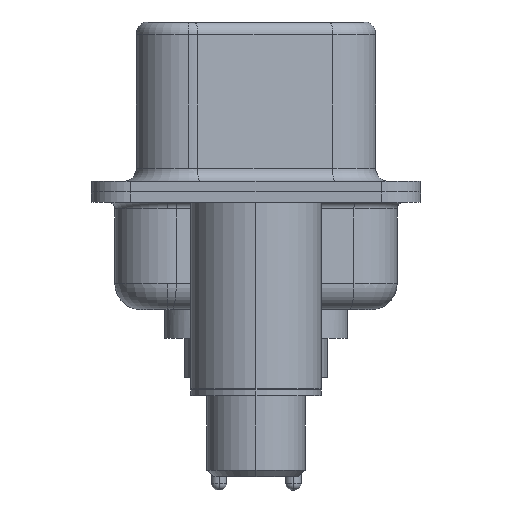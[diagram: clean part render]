
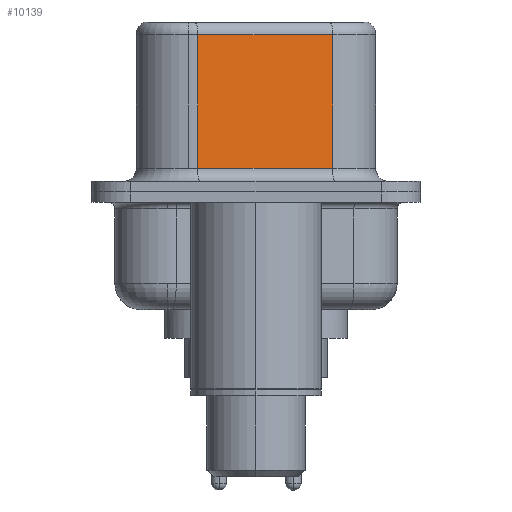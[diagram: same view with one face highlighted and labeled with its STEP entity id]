
A CAD part, left-side view. The second image highlights one B-rep face of the part: STEP entity #10139.
In plain terms, the highlighted planar face has unit normal (-0.985, -0.174, 0).
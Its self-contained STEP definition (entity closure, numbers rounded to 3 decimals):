
#89 = ORIENTED_EDGE ( 'NONE', *, *, #21329, .T. ) ;
#882 = VERTEX_POINT ( 'NONE', #11038 ) ;
#1465 = LINE ( 'NONE', #4498, #18853 ) ;
#2760 = DIRECTION ( 'NONE',  ( 0., 0., -1. ) ) ;
#3287 = ORIENTED_EDGE ( 'NONE', *, *, #13135, .F. ) ;
#3579 = CARTESIAN_POINT ( 'NONE',  ( 4.585, -2.927, 0.9 ) ) ;
#4259 = ORIENTED_EDGE ( 'NONE', *, *, #20648, .T. ) ;
#4498 = CARTESIAN_POINT ( 'NONE',  ( 4.585, -2.927, 6.02 ) ) ;
#6776 = LINE ( 'NONE', #20482, #11925 ) ;
#7063 = CARTESIAN_POINT ( 'NONE',  ( 3.675, 2.233, 0.9 ) ) ;
#7166 = EDGE_CURVE ( 'NONE', #11887, #21916, #6776, .T. ) ;
#9670 = LINE ( 'NONE', #20063, #13161 ) ;
#9953 = FACE_OUTER_BOUND ( 'NONE', #12013, .T. ) ;
#10139 = ADVANCED_FACE ( 'NONE', ( #9953 ), #17287, .F. ) ;
#10159 = DIRECTION ( 'NONE',  ( 0.174, -0.985, 0. ) ) ;
#10456 = DIRECTION ( 'NONE',  ( -0.174, 0.985, 0. ) ) ;
#10682 = VERTEX_POINT ( 'NONE', #19469 ) ;
#11038 = CARTESIAN_POINT ( 'NONE',  ( 3.675, 2.233, 6.02 ) ) ;
#11728 = AXIS2_PLACEMENT_3D ( 'NONE', #19054, #20794, #10456 ) ;
#11887 = VERTEX_POINT ( 'NONE', #7063 ) ;
#11925 = VECTOR ( 'NONE', #10159, 1000. ) ;
#12013 = EDGE_LOOP ( 'NONE', ( #3287, #4259, #89, #15321 ) ) ;
#12070 = CARTESIAN_POINT ( 'NONE',  ( 4.585, -2.927, 6.52 ) ) ;
#13135 = EDGE_CURVE ( 'NONE', #10682, #21916, #17926, .T. ) ;
#13161 = VECTOR ( 'NONE', #2760, 1000. ) ;
#15321 = ORIENTED_EDGE ( 'NONE', *, *, #7166, .T. ) ;
#17287 = PLANE ( 'NONE',  #11728 ) ;
#17926 = LINE ( 'NONE', #12070, #22016 ) ;
#18252 = DIRECTION ( 'NONE',  ( -0.174, 0.985, 0. ) ) ;
#18853 = VECTOR ( 'NONE', #18252, 1000. ) ;
#19054 = CARTESIAN_POINT ( 'NONE',  ( 4.585, -2.927, 6.52 ) ) ;
#19469 = CARTESIAN_POINT ( 'NONE',  ( 4.585, -2.927, 6.02 ) ) ;
#20063 = CARTESIAN_POINT ( 'NONE',  ( 3.675, 2.233, 6.52 ) ) ;
#20482 = CARTESIAN_POINT ( 'NONE',  ( 4.585, -2.927, 0.9 ) ) ;
#20648 = EDGE_CURVE ( 'NONE', #10682, #882, #1465, .T. ) ;
#20659 = DIRECTION ( 'NONE',  ( 0., 0., -1. ) ) ;
#20794 = DIRECTION ( 'NONE',  ( 0.985, 0.174, 0. ) ) ;
#21329 = EDGE_CURVE ( 'NONE', #882, #11887, #9670, .T. ) ;
#21916 = VERTEX_POINT ( 'NONE', #3579 ) ;
#22016 = VECTOR ( 'NONE', #20659, 1000. ) ;
